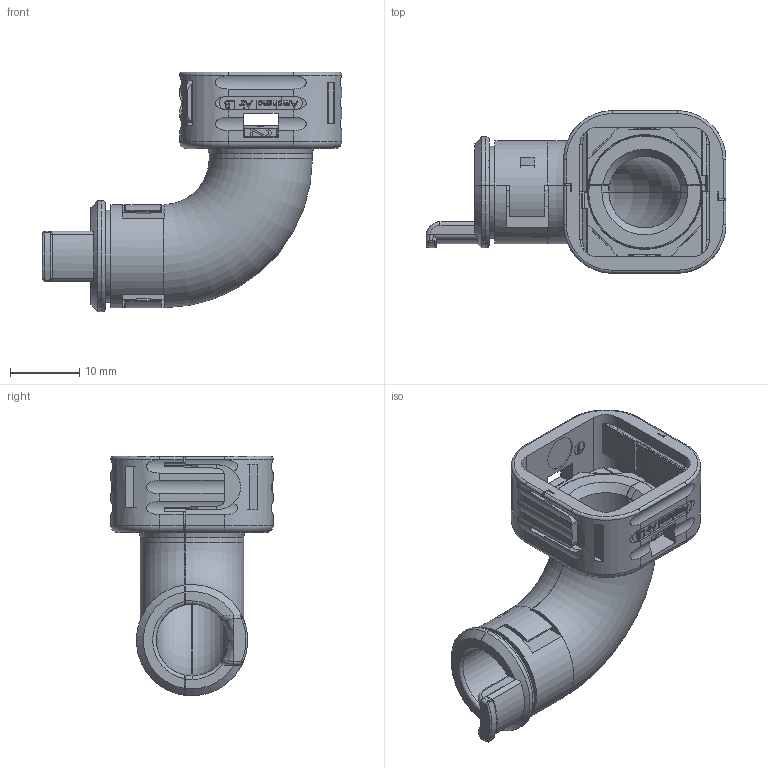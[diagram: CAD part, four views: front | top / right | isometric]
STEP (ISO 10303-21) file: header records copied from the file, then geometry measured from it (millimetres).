
FILE_DESCRIPTION((''),'2;1');
FILE_NAME('SIM2B2A16A','2019-09-18T',('presta_be4'),(''),'PRO/ENGINEER BY PARAMETRIC TECHNOLOGY CORPORATION, 2014310','PRO/ENGINEER BY PARAMETRIC TECHNOLOGY CORPORATION, 2014310','');
FILE_SCHEMA(('CONFIG_CONTROL_DESIGN'));
Length unit declared in the file: millimetre
Products named in the file (1): SIM2B2A16A
Bounding box: 43.23 x 23.4 x 34.54 mm (x, y, z)
Volume: 5394.4 mm3; surface area: 6985.8 mm2
Topology: 1 solids, 1 shells, 1339 faces, 3789 edges, 2492 vertices
Faces by surface type: plane 782, extrusion 322, cylinder 150, torus 39, bspline 34, cone 12
Entity records: 47298 total; most frequent: CARTESIAN_POINT 14191, ORIENTED_EDGE 7562, DIRECTION 5513, EDGE_CURVE 3781, VECTOR 2799, VERTEX_POINT 2492, LINE 2477, EDGE_LOOP 1405
